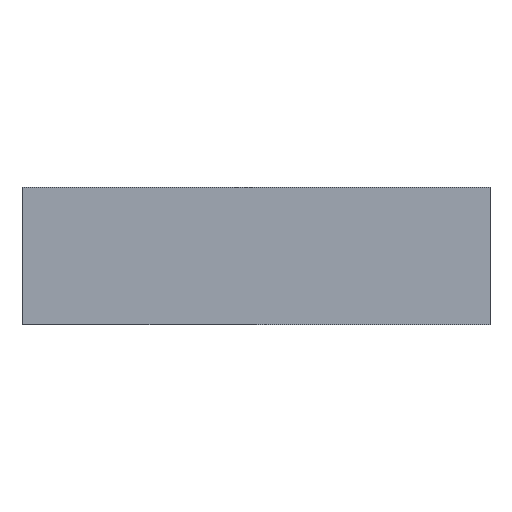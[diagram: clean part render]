
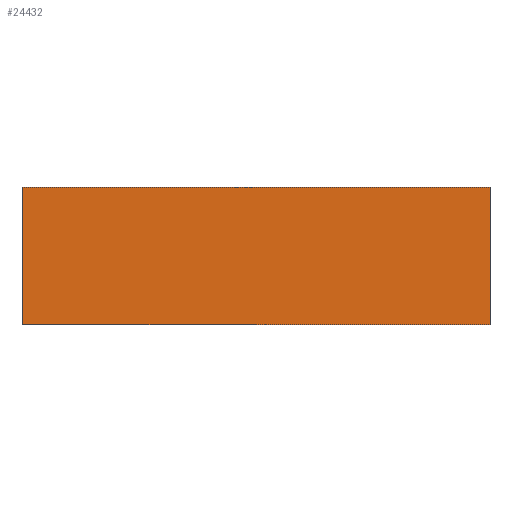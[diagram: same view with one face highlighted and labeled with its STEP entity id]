
A CAD part, front view. The second image highlights one B-rep face of the part: STEP entity #24432.
In plain terms, the highlighted planar face has unit normal (0, -1, 0).
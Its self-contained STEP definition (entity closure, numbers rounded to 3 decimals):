
#1721 = CARTESIAN_POINT ( 'NONE',  ( -221., -20., 65. ) ) ;
#3429 = ORIENTED_EDGE ( 'NONE', *, *, #19305, .T. ) ;
#4381 = VERTEX_POINT ( 'NONE', #10924 ) ;
#5093 = VERTEX_POINT ( 'NONE', #16604 ) ;
#5830 = DIRECTION ( 'NONE',  ( 1., 0., 0. ) ) ;
#6499 = VECTOR ( 'NONE', #32215, 1000. ) ;
#6806 = CARTESIAN_POINT ( 'NONE',  ( -221., -20., 65. ) ) ;
#7330 = LINE ( 'NONE', #6806, #25076 ) ;
#7852 = EDGE_LOOP ( 'NONE', ( #23244, #8806, #3429, #33677 ) ) ;
#8806 = ORIENTED_EDGE ( 'NONE', *, *, #28884, .T. ) ;
#9345 = FACE_OUTER_BOUND ( 'NONE', #7852, .T. ) ;
#9494 = VECTOR ( 'NONE', #5830, 1000. ) ;
#10681 = LINE ( 'NONE', #1721, #6499 ) ;
#10924 = CARTESIAN_POINT ( 'NONE',  ( 221., -20., -65. ) ) ;
#11396 = CARTESIAN_POINT ( 'NONE',  ( -221., -20., -65. ) ) ;
#14723 = DIRECTION ( 'NONE',  ( 0., 0., -1. ) ) ;
#15575 = DIRECTION ( 'NONE',  ( 0., 0., -1. ) ) ;
#16604 = CARTESIAN_POINT ( 'NONE',  ( -221., -20., 65. ) ) ;
#17695 = LINE ( 'NONE', #25769, #19931 ) ;
#17933 = DIRECTION ( 'NONE',  ( 0., -1., 0. ) ) ;
#18098 = PLANE ( 'NONE',  #33885 ) ;
#18206 = DIRECTION ( 'NONE',  ( 0., 0., 1. ) ) ;
#18558 = VERTEX_POINT ( 'NONE', #35369 ) ;
#18961 = EDGE_CURVE ( 'NONE', #5093, #18558, #7330, .T. ) ;
#19305 = EDGE_CURVE ( 'NONE', #4381, #34593, #17695, .T. ) ;
#19931 = VECTOR ( 'NONE', #18206, 1000. ) ;
#23218 = CARTESIAN_POINT ( 'NONE',  ( 221., -20., 65. ) ) ;
#23244 = ORIENTED_EDGE ( 'NONE', *, *, #18961, .T. ) ;
#24432 = ADVANCED_FACE ( 'NONE', ( #9345 ), #18098, .T. ) ;
#25076 = VECTOR ( 'NONE', #15575, 1000. ) ;
#25769 = CARTESIAN_POINT ( 'NONE',  ( 221., -20., 65. ) ) ;
#25835 = CARTESIAN_POINT ( 'NONE',  ( 0., -20., 0. ) ) ;
#27688 = EDGE_CURVE ( 'NONE', #34593, #5093, #10681, .T. ) ;
#28884 = EDGE_CURVE ( 'NONE', #18558, #4381, #30038, .T. ) ;
#30038 = LINE ( 'NONE', #11396, #9494 ) ;
#32215 = DIRECTION ( 'NONE',  ( -1., 0., 0. ) ) ;
#33677 = ORIENTED_EDGE ( 'NONE', *, *, #27688, .T. ) ;
#33885 = AXIS2_PLACEMENT_3D ( 'NONE', #25835, #17933, #14723 ) ;
#34593 = VERTEX_POINT ( 'NONE', #23218 ) ;
#35369 = CARTESIAN_POINT ( 'NONE',  ( -221., -20., -65. ) ) ;
